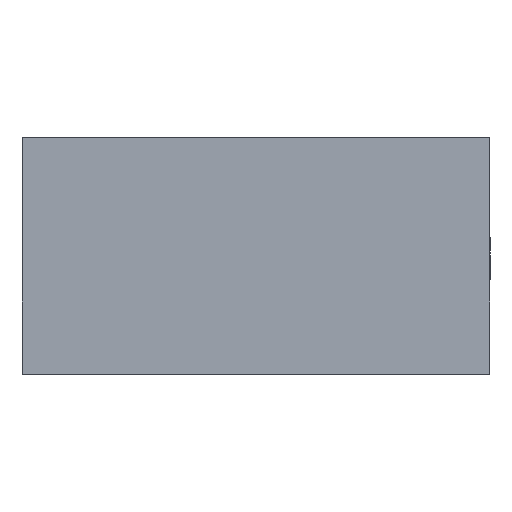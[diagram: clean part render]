
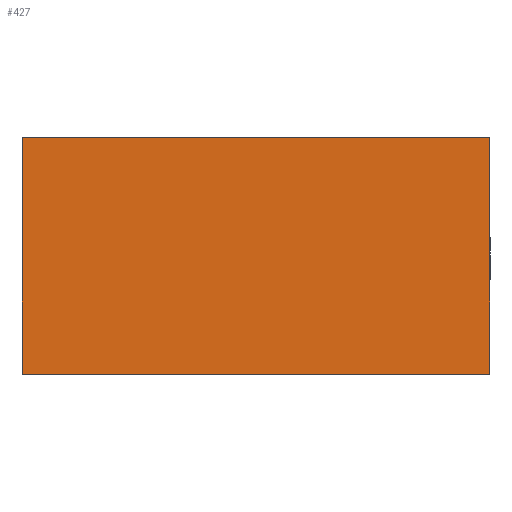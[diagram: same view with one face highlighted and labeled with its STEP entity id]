
A CAD part, top view. The second image highlights one B-rep face of the part: STEP entity #427.
In plain terms, the highlighted planar face has unit normal (0, 0, 1).
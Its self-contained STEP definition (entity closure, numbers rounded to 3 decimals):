
#4 = LINE ( 'NONE', #80, #888 ) ;
#42 = VECTOR ( 'NONE', #345, 1000. ) ;
#51 = ORIENTED_EDGE ( 'NONE', *, *, #463, .T. ) ;
#52 = VERTEX_POINT ( 'NONE', #573 ) ;
#70 = CARTESIAN_POINT ( 'NONE',  ( -100., 41.5, 0. ) ) ;
#80 = CARTESIAN_POINT ( 'NONE',  ( -100., -41.5, 0. ) ) ;
#121 = VERTEX_POINT ( 'NONE', #1005 ) ;
#134 = CARTESIAN_POINT ( 'NONE',  ( -100.8, 60.3, 0. ) ) ;
#155 = VERTEX_POINT ( 'NONE', #869 ) ;
#167 = LINE ( 'NONE', #985, #42 ) ;
#212 = ORIENTED_EDGE ( 'NONE', *, *, #1051, .T. ) ;
#345 = DIRECTION ( 'NONE',  ( 0., -1., 0. ) ) ;
#351 = VERTEX_POINT ( 'NONE', #134 ) ;
#380 = ORIENTED_EDGE ( 'NONE', *, *, #429, .F. ) ;
#381 = EDGE_CURVE ( 'NONE', #351, #52, #964, .T. ) ;
#391 = CARTESIAN_POINT ( 'NONE',  ( -100., 60.3, 0. ) ) ;
#414 = LINE ( 'NONE', #555, #647 ) ;
#427 = ADVANCED_FACE ( 'NONE', ( #794 ), #1026, .F. ) ;
#429 = EDGE_CURVE ( 'NONE', #52, #121, #414, .T. ) ;
#446 = EDGE_LOOP ( 'NONE', ( #51, #212, #380, #592 ) ) ;
#457 = DIRECTION ( 'NONE',  ( 1., 0., 0. ) ) ;
#463 = EDGE_CURVE ( 'NONE', #351, #155, #167, .T. ) ;
#490 = DIRECTION ( 'NONE',  ( 0., 0., -1. ) ) ;
#555 = CARTESIAN_POINT ( 'NONE',  ( 100.8, 61.431, 0. ) ) ;
#568 = AXIS2_PLACEMENT_3D ( 'NONE', #70, #490, #956 ) ;
#573 = CARTESIAN_POINT ( 'NONE',  ( 100.8, 60.3, 0. ) ) ;
#592 = ORIENTED_EDGE ( 'NONE', *, *, #381, .F. ) ;
#625 = DIRECTION ( 'NONE',  ( 0., -1., 0. ) ) ;
#632 = DIRECTION ( 'NONE',  ( 1., 0., 0. ) ) ;
#647 = VECTOR ( 'NONE', #625, 1000. ) ;
#768 = VECTOR ( 'NONE', #457, 1000. ) ;
#794 = FACE_OUTER_BOUND ( 'NONE', #446, .T. ) ;
#869 = CARTESIAN_POINT ( 'NONE',  ( -100.8, -41.5, 0. ) ) ;
#888 = VECTOR ( 'NONE', #632, 1000. ) ;
#956 = DIRECTION ( 'NONE',  ( -1., 0., 0. ) ) ;
#964 = LINE ( 'NONE', #391, #768 ) ;
#985 = CARTESIAN_POINT ( 'NONE',  ( -100.8, 61.431, 0. ) ) ;
#1005 = CARTESIAN_POINT ( 'NONE',  ( 100.8, -41.5, 0. ) ) ;
#1026 = PLANE ( 'NONE',  #568 ) ;
#1051 = EDGE_CURVE ( 'NONE', #155, #121, #4, .T. ) ;
